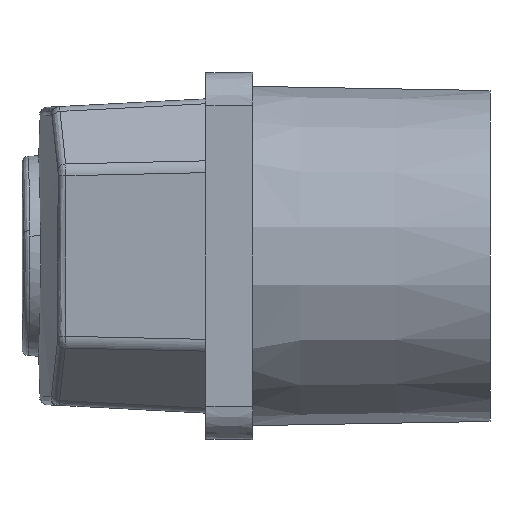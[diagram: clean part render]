
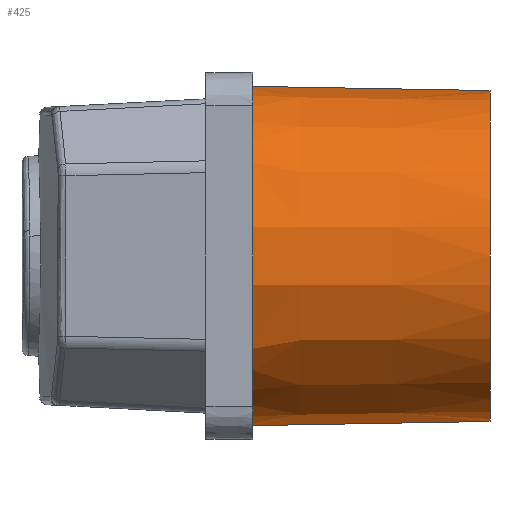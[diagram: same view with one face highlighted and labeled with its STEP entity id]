
A CAD part, left-side view. The second image highlights one B-rep face of the part: STEP entity #425.
In plain terms, the highlighted conical face has half-angle 1 degrees and reference radius 4.95 mm.
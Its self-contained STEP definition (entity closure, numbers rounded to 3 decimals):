
#12 = EDGE_CURVE ( 'NONE', #1160, #2211, #1563, .T. ) ;
#23 = ORIENTED_EDGE ( 'NONE', *, *, #2363, .F. ) ;
#50 = CARTESIAN_POINT ( 'NONE',  ( -4.384, 21.874, 3.7 ) ) ;
#108 = VERTEX_POINT ( 'NONE', #2243 ) ;
#174 = CARTESIAN_POINT ( 'NONE',  ( 0., 17.6, 1. ) ) ;
#182 = CARTESIAN_POINT ( 'NONE',  ( -4.248, 17.6, -1.775 ) ) ;
#220 = DIRECTION ( 'NONE',  ( 0., 1., 0. ) ) ;
#228 = VECTOR ( 'NONE', #2090, 1000. ) ;
#275 = CARTESIAN_POINT ( 'NONE',  ( -4.384, 21.874, 3.7 ) ) ;
#293 = CARTESIAN_POINT ( 'NONE',  ( -4.384, 21.874, 3.7 ) ) ;
#304 = EDGE_LOOP ( 'NONE', ( #576, #3021, #912, #1954, #1661, #23, #327, #2506 ) ) ;
#327 = ORIENTED_EDGE ( 'NONE', *, *, #3443, .T. ) ;
#333 = DIRECTION ( 'NONE',  ( 0., 0., 1. ) ) ;
#351 = CARTESIAN_POINT ( 'NONE',  ( 0., 10.5, -3.95 ) ) ;
#352 = EDGE_CURVE ( 'NONE', #1920, #108, #1241, .T. ) ;
#386 = DIRECTION ( 'NONE',  ( 0., 1., 0. ) ) ;
#425 = ADVANCED_FACE ( 'NONE', ( #2368 ), #3325, .T. ) ;
#502 = CARTESIAN_POINT ( 'NONE',  ( -4.384, 21.877, -1.7 ) ) ;
#576 = ORIENTED_EDGE ( 'NONE', *, *, #12, .F. ) ;
#603 = CARTESIAN_POINT ( 'NONE',  ( -4.384, 21.877, -1.7 ) ) ;
#633 = CARTESIAN_POINT ( 'NONE',  ( -5.132, 21.83, 0.529 ) ) ;
#694 = VERTEX_POINT ( 'NONE', #1187 ) ;
#726 = CARTESIAN_POINT ( 'NONE',  ( -5.017, 21.838, -0.176 ) ) ;
#818 = CARTESIAN_POINT ( 'NONE',  ( 0., 17.6, 1. ) ) ;
#912 = ORIENTED_EDGE ( 'NONE', *, *, #352, .T. ) ;
#965 = EDGE_CURVE ( 'NONE', #1160, #1920, #3511, .T. ) ;
#1021 = B_SPLINE_CURVE_WITH_KNOTS ( 'NONE', 3,
 ( #502, #2998, #3009, #182 ),
 .UNSPECIFIED., .F., .F.,
 ( 4, 4 ),
 ( 0.022, 0.026 ),
 .UNSPECIFIED. ) ;
#1076 = CARTESIAN_POINT ( 'NONE',  ( -4.294, 19.025, 3.75 ) ) ;
#1090 = AXIS2_PLACEMENT_3D ( 'NONE', #174, #220, #3026 ) ;
#1097 = CARTESIAN_POINT ( 'NONE',  ( -4.248, 17.6, 3.775 ) ) ;
#1160 = VERTEX_POINT ( 'NONE', #351 ) ;
#1187 = CARTESIAN_POINT ( 'NONE',  ( -4.248, 17.6, -1.775 ) ) ;
#1241 = LINE ( 'NONE', #3343, #2924 ) ;
#1274 = DIRECTION ( 'NONE',  ( 0., 0., 1. ) ) ;
#1275 = AXIS2_PLACEMENT_3D ( 'NONE', #3566, #1896, #333 ) ;
#1364 = DIRECTION ( 'NONE',  ( 0., 1., 0. ) ) ;
#1408 = CARTESIAN_POINT ( 'NONE',  ( -4.508, 21.867, 3.497 ) ) ;
#1450 = EDGE_CURVE ( 'NONE', #1482, #1743, #2828, .T. ) ;
#1476 = AXIS2_PLACEMENT_3D ( 'NONE', #818, #1364, #1696 ) ;
#1482 = VERTEX_POINT ( 'NONE', #1798 ) ;
#1528 = CARTESIAN_POINT ( 'NONE',  ( 0., 17.6, -4.074 ) ) ;
#1563 = LINE ( 'NONE', #2284, #228 ) ;
#1661 = ORIENTED_EDGE ( 'NONE', *, *, #1450, .T. ) ;
#1696 = DIRECTION ( 'NONE',  ( 0., 0., 1. ) ) ;
#1743 = VERTEX_POINT ( 'NONE', #275 ) ;
#1798 = CARTESIAN_POINT ( 'NONE',  ( -4.248, 17.6, 3.775 ) ) ;
#1821 = AXIS2_PLACEMENT_3D ( 'NONE', #2962, #386, #1274 ) ;
#1879 = CARTESIAN_POINT ( 'NONE',  ( -5.148, 21.829, 1.236 ) ) ;
#1896 = DIRECTION ( 'NONE',  ( 0., 1., 0. ) ) ;
#1920 = VERTEX_POINT ( 'NONE', #2418 ) ;
#1937 = CARTESIAN_POINT ( 'NONE',  ( -4.339, 20.45, 3.725 ) ) ;
#1954 = ORIENTED_EDGE ( 'NONE', *, *, #3206, .F. ) ;
#2090 = DIRECTION ( 'NONE',  ( 0., 1., -0.017 ) ) ;
#2091 = CARTESIAN_POINT ( 'NONE',  ( -4.888, 21.845, 2.631 ) ) ;
#2138 = CARTESIAN_POINT ( 'NONE',  ( -4.889, 21.847, -0.63 ) ) ;
#2174 = CARTESIAN_POINT ( 'NONE',  ( -5.066, 21.834, 1.942 ) ) ;
#2211 = VERTEX_POINT ( 'NONE', #1528 ) ;
#2243 = CARTESIAN_POINT ( 'NONE',  ( 0., 17.6, 6.074 ) ) ;
#2269 = CARTESIAN_POINT ( 'NONE',  ( -4.619, 21.864, -1.285 ) ) ;
#2284 = CARTESIAN_POINT ( 'NONE',  ( 0., 10.5, -3.95 ) ) ;
#2300 = CIRCLE ( 'NONE', #1476, 5.074 ) ;
#2354 = CARTESIAN_POINT ( 'NONE',  ( -4.384, 21.877, -1.7 ) ) ;
#2363 = EDGE_CURVE ( 'NONE', #2493, #1743, #2572, .T. ) ;
#2368 = FACE_OUTER_BOUND ( 'NONE', #304, .T. ) ;
#2418 = CARTESIAN_POINT ( 'NONE',  ( 0., 10.5, 5.95 ) ) ;
#2461 = CARTESIAN_POINT ( 'NONE',  ( -5.132, 21.83, 1.472 ) ) ;
#2474 = EDGE_CURVE ( 'NONE', #2211, #694, #2300, .T. ) ;
#2493 = VERTEX_POINT ( 'NONE', #603 ) ;
#2506 = ORIENTED_EDGE ( 'NONE', *, *, #2474, .F. ) ;
#2572 = B_SPLINE_CURVE_WITH_KNOTS ( 'NONE', 3,
 ( #2354, #3622, #2269, #3192, #2138, #726, #3151, #633, #3351, #1879, #2461, #2174, #3544, #2091, #3038, #3158, #1408, #293 ),
 .UNSPECIFIED., .F., .F.,
 ( 4, 2, 2, 2, 2, 2, 2, 2, 4 ),
 ( 0.001, 0.002, 0.003, 0.004, 0.004, 0.005, 0.006, 0.006, 0.007 ),
 .UNSPECIFIED. ) ;
#2701 = DIRECTION ( 'NONE',  ( 0., 1., 0.017 ) ) ;
#2828 = B_SPLINE_CURVE_WITH_KNOTS ( 'NONE', 3,
 ( #1097, #1076, #1937, #50 ),
 .UNSPECIFIED., .F., .F.,
 ( 4, 4 ),
 ( 0.023, 0.027 ),
 .UNSPECIFIED. ) ;
#2905 = CIRCLE ( 'NONE', #1090, 5.074 ) ;
#2924 = VECTOR ( 'NONE', #2701, 1000. ) ;
#2962 = CARTESIAN_POINT ( 'NONE',  ( 0., 10.5, 1. ) ) ;
#2998 = CARTESIAN_POINT ( 'NONE',  ( -4.339, 20.452, -1.725 ) ) ;
#3009 = CARTESIAN_POINT ( 'NONE',  ( -4.294, 19.026, -1.75 ) ) ;
#3021 = ORIENTED_EDGE ( 'NONE', *, *, #965, .T. ) ;
#3026 = DIRECTION ( 'NONE',  ( 0., 0., 1. ) ) ;
#3038 = CARTESIAN_POINT ( 'NONE',  ( -4.809, 21.849, 2.853 ) ) ;
#3151 = CARTESIAN_POINT ( 'NONE',  ( -5.066, 21.835, 0.057 ) ) ;
#3158 = CARTESIAN_POINT ( 'NONE',  ( -4.619, 21.861, 3.285 ) ) ;
#3192 = CARTESIAN_POINT ( 'NONE',  ( -4.809, 21.852, -0.852 ) ) ;
#3206 = EDGE_CURVE ( 'NONE', #1482, #108, #2905, .T. ) ;
#3325 = CONICAL_SURFACE ( 'NONE', #1821, 4.95, 0.017 ) ;
#3343 = CARTESIAN_POINT ( 'NONE',  ( 0., 10.5, 5.95 ) ) ;
#3351 = CARTESIAN_POINT ( 'NONE',  ( -5.148, 21.829, 0.765 ) ) ;
#3443 = EDGE_CURVE ( 'NONE', #2493, #694, #1021, .T. ) ;
#3511 = CIRCLE ( 'NONE', #1275, 4.95 ) ;
#3544 = CARTESIAN_POINT ( 'NONE',  ( -5.017, 21.837, 2.177 ) ) ;
#3566 = CARTESIAN_POINT ( 'NONE',  ( 0., 10.5, 1. ) ) ;
#3622 = CARTESIAN_POINT ( 'NONE',  ( -4.508, 21.87, -1.498 ) ) ;
